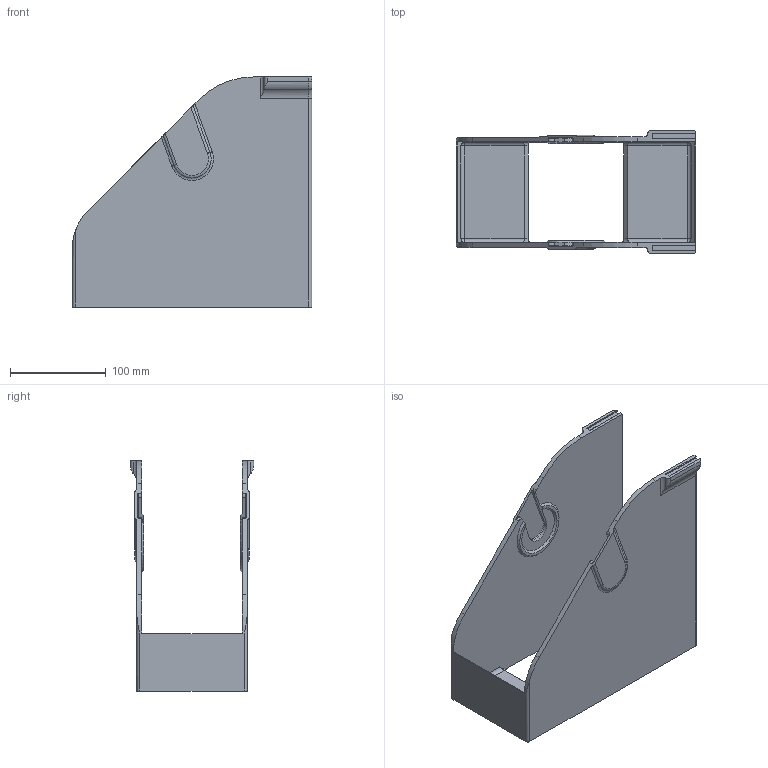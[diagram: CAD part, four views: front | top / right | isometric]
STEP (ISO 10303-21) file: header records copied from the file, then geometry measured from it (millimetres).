
FILE_DESCRIPTION(/* description */ (''),/* implementation_level */ '2;1');
FILE_NAME(/* name */ 'Tangled Spool Holder A4 - Spool Holder.step',/* time_stamp */ '2025-05-25T11:21:35-06:00',/* author */ (''),/* organization */ (''),/* preprocessor_version */ 'ST-DEVELOPER v20.1',/* originating_system */ 'Autodesk Translation Framework v14.4.0.0',/* authorisation */ '');
FILE_SCHEMA (('AUTOMOTIVE_DESIGN { 1 0 10303 214 3 1 1 }'));
Length unit declared in the file: millimetre
Products named in the file (1): Spool Holder
Bounding box: 250 x 129 x 240 mm (x, y, z)
Volume: 603490 mm3; surface area: 254418.7 mm2
Topology: 1 solids, 1 shells, 121 faces, 328 edges, 208 vertices
Faces by surface type: cylinder 50, plane 45, torus 14, cone 8, sphere 4
Entity records: 3893 total; most frequent: CARTESIAN_POINT 784, DIRECTION 662, ORIENTED_EDGE 656, EDGE_CURVE 328, AXIS2_PLACEMENT_3D 242, VERTEX_POINT 208, LINE 178, VECTOR 178
